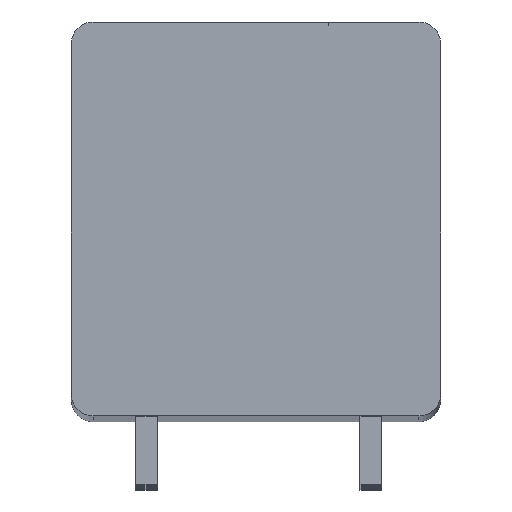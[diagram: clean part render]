
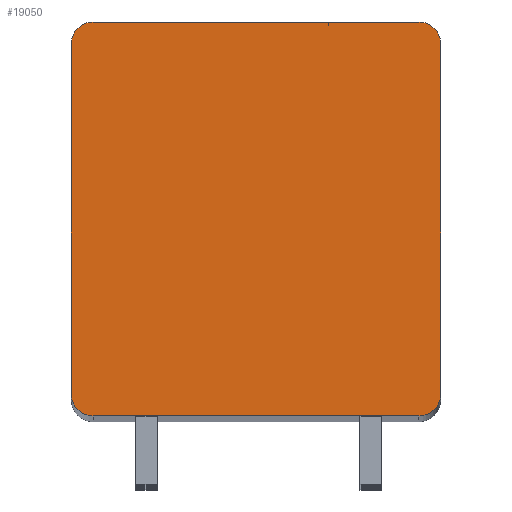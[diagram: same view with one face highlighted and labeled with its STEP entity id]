
A CAD part, top view. The second image highlights one B-rep face of the part: STEP entity #19050.
In plain terms, the highlighted planar face has unit normal (0, 0, 1).
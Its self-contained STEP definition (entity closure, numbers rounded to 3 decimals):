
#3259=CARTESIAN_POINT('',(-5.95,6.4,2.5));
#3260=DIRECTION('',(0.,0.,1.));
#3261=DIRECTION('',(0.,1.,0.));
#3262=AXIS2_PLACEMENT_3D('',#3259,#3260,#3261);
#3264=DIRECTION('',(-1.,0.,0.));
#3265=VECTOR('',#3264,11.9);
#3266=CARTESIAN_POINT('',(5.95,7.2,2.5));
#3267=LINE('',#3266,#3265);
#3268=CARTESIAN_POINT('',(5.95,6.4,2.5));
#3269=DIRECTION('',(0.,0.,1.));
#3270=DIRECTION('',(1.,0.,0.));
#3271=AXIS2_PLACEMENT_3D('',#3268,#3269,#3270);
#3273=DIRECTION('',(0.,1.,0.));
#3274=VECTOR('',#3273,12.8);
#3275=CARTESIAN_POINT('',(6.75,-6.4,2.5));
#3276=LINE('',#3275,#3274);
#3277=CARTESIAN_POINT('',(5.95,-6.4,2.5));
#3278=DIRECTION('',(0.,0.,1.));
#3279=DIRECTION('',(0.,-1.,0.));
#3280=AXIS2_PLACEMENT_3D('',#3277,#3278,#3279);
#3282=DIRECTION('',(1.,0.,0.));
#3283=VECTOR('',#3282,11.9);
#3284=CARTESIAN_POINT('',(-5.95,-7.2,2.5));
#3285=LINE('',#3284,#3283);
#3286=CARTESIAN_POINT('',(-5.95,-6.4,2.5));
#3287=DIRECTION('',(0.,0.,1.));
#3288=DIRECTION('',(-1.,0.,0.));
#3289=AXIS2_PLACEMENT_3D('',#3286,#3287,#3288);
#3291=DIRECTION('',(0.,-1.,0.));
#3292=VECTOR('',#3291,12.8);
#3293=CARTESIAN_POINT('',(-6.75,6.4,2.5));
#3294=LINE('',#3293,#3292);
#13625=CARTESIAN_POINT('',(-5.95,7.2,2.5));
#13626=VERTEX_POINT('',#13625);
#13627=CARTESIAN_POINT('',(-6.75,6.4,2.5));
#13628=VERTEX_POINT('',#13627);
#13633=CARTESIAN_POINT('',(6.75,6.4,2.5));
#13634=VERTEX_POINT('',#13633);
#13635=CARTESIAN_POINT('',(5.95,7.2,2.5));
#13636=VERTEX_POINT('',#13635);
#13641=CARTESIAN_POINT('',(-6.75,-6.4,2.5));
#13642=VERTEX_POINT('',#13641);
#13643=CARTESIAN_POINT('',(-5.95,-7.2,2.5));
#13644=VERTEX_POINT('',#13643);
#13649=CARTESIAN_POINT('',(5.95,-7.2,2.5));
#13650=VERTEX_POINT('',#13649);
#13651=CARTESIAN_POINT('',(6.75,-6.4,2.5));
#13652=VERTEX_POINT('',#13651);
#19035=CARTESIAN_POINT('',(0.,0.,2.5));
#19036=DIRECTION('',(0.,0.,1.));
#19037=DIRECTION('',(1.,0.,0.));
#19038=AXIS2_PLACEMENT_3D('',#19035,#19036,#19037);
#19039=PLANE('',#19038);
#19040=ORIENTED_EDGE('',*,*,#17155,.F.);
#19041=ORIENTED_EDGE('',*,*,#17171,.F.);
#19042=ORIENTED_EDGE('',*,*,#17760,.F.);
#19043=ORIENTED_EDGE('',*,*,#17775,.F.);
#19044=ORIENTED_EDGE('',*,*,#18268,.F.);
#19045=ORIENTED_EDGE('',*,*,#18281,.F.);
#19046=ORIENTED_EDGE('',*,*,#18776,.F.);
#19047=ORIENTED_EDGE('',*,*,#18788,.F.);
#19048=EDGE_LOOP('',(#19040,#19041,#19042,#19043,#19044,#19045,#19046,#19047));
#19049=FACE_OUTER_BOUND('',#19048,.F.);
#3263=CIRCLE('',#3262,0.8);
#3272=CIRCLE('',#3271,0.8);
#3281=CIRCLE('',#3280,0.8);
#3290=CIRCLE('',#3289,0.8);
#17155=EDGE_CURVE('',#13626,#13628,#3263,.T.);
#17171=EDGE_CURVE('',#13636,#13626,#3267,.T.);
#17760=EDGE_CURVE('',#13634,#13636,#3272,.T.);
#17775=EDGE_CURVE('',#13652,#13634,#3276,.T.);
#18268=EDGE_CURVE('',#13650,#13652,#3281,.T.);
#18281=EDGE_CURVE('',#13644,#13650,#3285,.T.);
#18776=EDGE_CURVE('',#13642,#13644,#3290,.T.);
#18788=EDGE_CURVE('',#13628,#13642,#3294,.T.);
#19050=ADVANCED_FACE('',(#19049),#19039,.T.);
